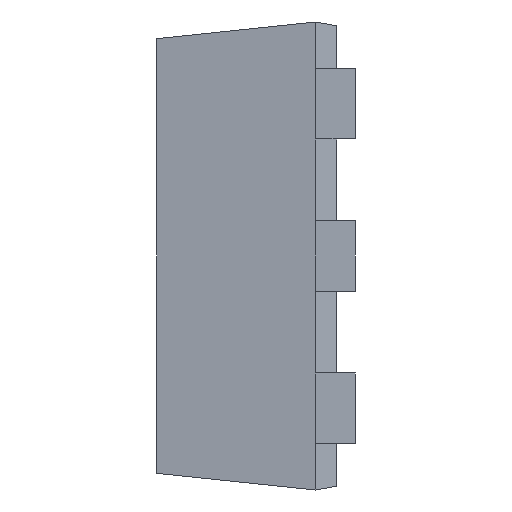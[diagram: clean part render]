
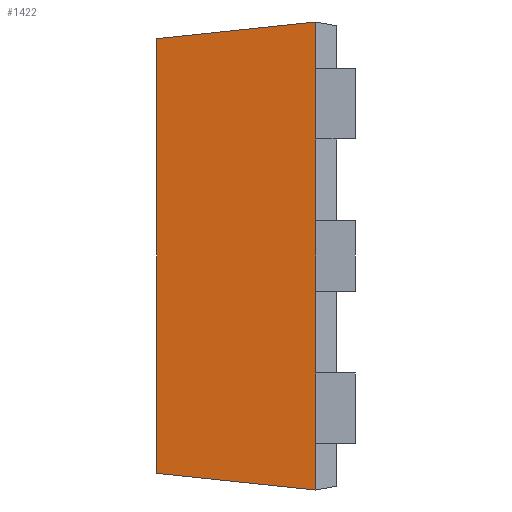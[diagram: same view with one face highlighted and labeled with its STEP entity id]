
A CAD part, left-side view. The second image highlights one B-rep face of the part: STEP entity #1422.
In plain terms, the highlighted planar face has unit normal (-0.995, 0.104, 0).
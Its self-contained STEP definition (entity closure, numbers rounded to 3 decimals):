
#14 = ORIENTED_EDGE ( 'NONE', *, *, #2308, .T. ) ;
#45 = VECTOR ( 'NONE', #1269, 1000. ) ;
#87 = DIRECTION ( 'NONE',  ( 0., 0., 1. ) ) ;
#101 = VECTOR ( 'NONE', #323, 1000. ) ;
#176 = DIRECTION ( 'NONE',  ( 0., 0., 1. ) ) ;
#222 = EDGE_CURVE ( 'NONE', #1459, #886, #1099, .T. ) ;
#259 = DIRECTION ( 'NONE',  ( 0., 0., 1. ) ) ;
#261 = VECTOR ( 'NONE', #176, 1000. ) ;
#286 = CARTESIAN_POINT ( 'NONE',  ( -0.85, 0.17, 1. ) ) ;
#310 = EDGE_CURVE ( 'NONE', #1631, #1500, #1887, .T. ) ;
#323 = DIRECTION ( 'NONE',  ( 0., 0., 1. ) ) ;
#331 = VECTOR ( 'NONE', #2093, 1000. ) ;
#371 = CARTESIAN_POINT ( 'NONE',  ( -0.85, 0.17, 1. ) ) ;
#404 = ORIENTED_EDGE ( 'NONE', *, *, #1579, .T. ) ;
#448 = LINE ( 'NONE', #1320, #1984 ) ;
#457 = CARTESIAN_POINT ( 'NONE',  ( -0.85, 0.17, -1. ) ) ;
#487 = EDGE_CURVE ( 'NONE', #1674, #1631, #2332, .T. ) ;
#521 = CARTESIAN_POINT ( 'NONE',  ( -0.779, 0.85, 0.929 ) ) ;
#568 = EDGE_CURVE ( 'NONE', #606, #1428, #1966, .T. ) ;
#606 = VERTEX_POINT ( 'NONE', #819 ) ;
#609 = VECTOR ( 'NONE', #710, 1000. ) ;
#617 = ORIENTED_EDGE ( 'NONE', *, *, #310, .F. ) ;
#650 = VECTOR ( 'NONE', #1729, 1000. ) ;
#678 = LINE ( 'NONE', #1202, #101 ) ;
#696 = ORIENTED_EDGE ( 'NONE', *, *, #222, .T. ) ;
#710 = DIRECTION ( 'NONE',  ( 0., 0., 1. ) ) ;
#817 = ORIENTED_EDGE ( 'NONE', *, *, #1826, .T. ) ;
#819 = CARTESIAN_POINT ( 'NONE',  ( -0.85, 0.17, 0.5 ) ) ;
#824 = DIRECTION ( 'NONE',  ( -0.995, 0.105, 0. ) ) ;
#880 = CARTESIAN_POINT ( 'NONE',  ( -0.828, 0.376, -0.978 ) ) ;
#886 = VERTEX_POINT ( 'NONE', #1275 ) ;
#914 = ORIENTED_EDGE ( 'NONE', *, *, #487, .F. ) ;
#951 = FACE_OUTER_BOUND ( 'NONE', #2205, .T. ) ;
#990 = CARTESIAN_POINT ( 'NONE',  ( -0.85, 0.17, -0.15 ) ) ;
#1021 = ORIENTED_EDGE ( 'NONE', *, *, #568, .T. ) ;
#1041 = VECTOR ( 'NONE', #1667, 1000. ) ;
#1064 = ORIENTED_EDGE ( 'NONE', *, *, #1546, .T. ) ;
#1099 = LINE ( 'NONE', #1651, #609 ) ;
#1109 = ORIENTED_EDGE ( 'NONE', *, *, #2092, .T. ) ;
#1130 = CARTESIAN_POINT ( 'NONE',  ( -0.85, 0.17, 0.8 ) ) ;
#1132 = VECTOR ( 'NONE', #1147, 1000. ) ;
#1147 = DIRECTION ( 'NONE',  ( -0.104, -0.989, 0.104 ) ) ;
#1169 = PLANE ( 'NONE',  #1544 ) ;
#1202 = CARTESIAN_POINT ( 'NONE',  ( -0.85, 0.17, 1. ) ) ;
#1225 = EDGE_CURVE ( 'NONE', #1674, #1696, #1415, .T. ) ;
#1231 = ORIENTED_EDGE ( 'NONE', *, *, #1225, .T. ) ;
#1269 = DIRECTION ( 'NONE',  ( 0., 0., 1. ) ) ;
#1275 = CARTESIAN_POINT ( 'NONE',  ( -0.85, 0.17, 0.15 ) ) ;
#1320 = CARTESIAN_POINT ( 'NONE',  ( -0.85, 0.17, 1. ) ) ;
#1400 = CARTESIAN_POINT ( 'NONE',  ( -0.85, 0.17, -0.5 ) ) ;
#1415 = LINE ( 'NONE', #880, #1542 ) ;
#1422 = ADVANCED_FACE ( 'NONE', ( #951 ), #1169, .T. ) ;
#1428 = VERTEX_POINT ( 'NONE', #1130 ) ;
#1459 = VERTEX_POINT ( 'NONE', #990 ) ;
#1500 = VERTEX_POINT ( 'NONE', #1513 ) ;
#1513 = CARTESIAN_POINT ( 'NONE',  ( -0.85, 0.17, 1. ) ) ;
#1542 = VECTOR ( 'NONE', #1924, 1000. ) ;
#1544 = AXIS2_PLACEMENT_3D ( 'NONE', #1683, #824, #259 ) ;
#1546 = EDGE_CURVE ( 'NONE', #2137, #1578, #448, .T. ) ;
#1578 = VERTEX_POINT ( 'NONE', #1400 ) ;
#1579 = EDGE_CURVE ( 'NONE', #1428, #1500, #678, .T. ) ;
#1607 = CARTESIAN_POINT ( 'NONE',  ( -0.779, 0.85, -0.929 ) ) ;
#1631 = VERTEX_POINT ( 'NONE', #521 ) ;
#1651 = CARTESIAN_POINT ( 'NONE',  ( -0.85, 0.17, 1. ) ) ;
#1667 = DIRECTION ( 'NONE',  ( 0., 0., 1. ) ) ;
#1674 = VERTEX_POINT ( 'NONE', #1607 ) ;
#1683 = CARTESIAN_POINT ( 'NONE',  ( -0.85, 0.17, 1. ) ) ;
#1696 = VERTEX_POINT ( 'NONE', #457 ) ;
#1729 = DIRECTION ( 'NONE',  ( 0., 0., 1. ) ) ;
#1826 = EDGE_CURVE ( 'NONE', #886, #606, #1909, .T. ) ;
#1852 = CARTESIAN_POINT ( 'NONE',  ( -0.85, 0.17, 1. ) ) ;
#1871 = CARTESIAN_POINT ( 'NONE',  ( -0.85, 0.17, 1. ) ) ;
#1887 = LINE ( 'NONE', #1852, #1132 ) ;
#1909 = LINE ( 'NONE', #286, #331 ) ;
#1924 = DIRECTION ( 'NONE',  ( -0.104, -0.989, -0.104 ) ) ;
#1966 = LINE ( 'NONE', #371, #1041 ) ;
#1984 = VECTOR ( 'NONE', #87, 1000. ) ;
#2092 = EDGE_CURVE ( 'NONE', #1578, #1459, #2255, .T. ) ;
#2093 = DIRECTION ( 'NONE',  ( 0., 0., 1. ) ) ;
#2137 = VERTEX_POINT ( 'NONE', #2229 ) ;
#2205 = EDGE_LOOP ( 'NONE', ( #914, #1231, #14, #1064, #1109, #696, #817, #1021, #404, #617 ) ) ;
#2229 = CARTESIAN_POINT ( 'NONE',  ( -0.85, 0.17, -0.8 ) ) ;
#2255 = LINE ( 'NONE', #1871, #650 ) ;
#2293 = LINE ( 'NONE', #2351, #45 ) ;
#2308 = EDGE_CURVE ( 'NONE', #1696, #2137, #2293, .T. ) ;
#2332 = LINE ( 'NONE', #2346, #261 ) ;
#2346 = CARTESIAN_POINT ( 'NONE',  ( -0.779, 0.85, 1. ) ) ;
#2351 = CARTESIAN_POINT ( 'NONE',  ( -0.85, 0.17, 1. ) ) ;
